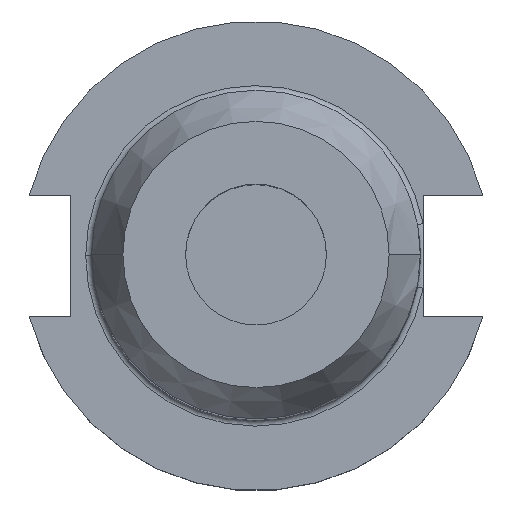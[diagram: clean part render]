
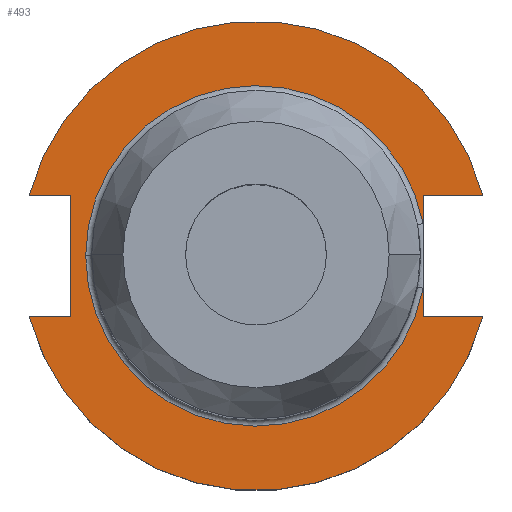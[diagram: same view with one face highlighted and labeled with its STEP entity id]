
A CAD part, top view. The second image highlights one B-rep face of the part: STEP entity #493.
In plain terms, the highlighted planar face has unit normal (0, 0, 1).
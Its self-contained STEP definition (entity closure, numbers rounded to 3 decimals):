
#3 = VERTEX_POINT ( 'NONE', #1081 ) ;
#26 = CARTESIAN_POINT ( 'NONE',  ( 22.606, 22.225, 19.05 ) ) ;
#34 = DIRECTION ( 'NONE',  ( 1., 0., 0. ) ) ;
#35 = CIRCLE ( 'NONE', #437, 23.025 ) ;
#42 = CARTESIAN_POINT ( 'NONE',  ( 0., -8.191, 19.05 ) ) ;
#54 = ORIENTED_EDGE ( 'NONE', *, *, #806, .T. ) ;
#90 = EDGE_CURVE ( 'NONE', #1519, #480, #104, .T. ) ;
#104 = LINE ( 'NONE', #1462, #1061 ) ;
#106 = ORIENTED_EDGE ( 'NONE', *, *, #1019, .T. ) ;
#115 = CARTESIAN_POINT ( 'NONE',  ( 22.606, -8.191, 19.05 ) ) ;
#121 = DIRECTION ( 'NONE',  ( 0., 1., 0. ) ) ;
#141 = DIRECTION ( 'NONE',  ( 0., 0., -1. ) ) ;
#164 = CARTESIAN_POINT ( 'NONE',  ( 22.606, 22.225, 19.05 ) ) ;
#202 = DIRECTION ( 'NONE',  ( 0., 0., -1. ) ) ;
#211 = DIRECTION ( 'NONE',  ( -1., 0., 0. ) ) ;
#217 = VERTEX_POINT ( 'NONE', #1338 ) ;
#242 = CARTESIAN_POINT ( 'NONE',  ( 30.675, 8.191, 19.05 ) ) ;
#248 = DIRECTION ( 'NONE',  ( 1., 0., 0. ) ) ;
#252 = DIRECTION ( 'NONE',  ( 0., 1., 0. ) ) ;
#262 = ORIENTED_EDGE ( 'NONE', *, *, #605, .F. ) ;
#282 = CARTESIAN_POINT ( 'NONE',  ( 0., 0., 19.05 ) ) ;
#295 = CARTESIAN_POINT ( 'NONE',  ( -25.091, -8.191, 19.05 ) ) ;
#352 = ORIENTED_EDGE ( 'NONE', *, *, #1309, .T. ) ;
#382 = DIRECTION ( 'NONE',  ( -1., 0., 0. ) ) ;
#424 = CARTESIAN_POINT ( 'NONE',  ( 0., 22.225, 19.05 ) ) ;
#433 = CARTESIAN_POINT ( 'NONE',  ( 22.606, -4.373, 19.05 ) ) ;
#437 = AXIS2_PLACEMENT_3D ( 'NONE', #282, #202, #211 ) ;
#440 = EDGE_CURVE ( 'NONE', #483, #617, #35, .T. ) ;
#455 = VECTOR ( 'NONE', #248, 1000. ) ;
#463 = PLANE ( 'NONE',  #944 ) ;
#474 = ORIENTED_EDGE ( 'NONE', *, *, #1518, .F. ) ;
#479 = DIRECTION ( 'NONE',  ( 0., 0., -1. ) ) ;
#480 = VERTEX_POINT ( 'NONE', #295 ) ;
#483 = VERTEX_POINT ( 'NONE', #433 ) ;
#487 = LINE ( 'NONE', #26, #1070 ) ;
#489 = CARTESIAN_POINT ( 'NONE',  ( 0., 8.191, 19.05 ) ) ;
#493 = ADVANCED_FACE ( 'NONE', ( #1286 ), #463, .F. ) ;
#508 = VECTOR ( 'NONE', #516, 1000. ) ;
#516 = DIRECTION ( 'NONE',  ( -1., 0., 0. ) ) ;
#531 = ORIENTED_EDGE ( 'NONE', *, *, #440, .T. ) ;
#550 = DIRECTION ( 'NONE',  ( -1., 0., 0. ) ) ;
#605 = EDGE_CURVE ( 'NONE', #1137, #480, #1126, .T. ) ;
#615 = CIRCLE ( 'NONE', #914, 31.75 ) ;
#617 = VERTEX_POINT ( 'NONE', #935 ) ;
#677 = AXIS2_PLACEMENT_3D ( 'NONE', #1377, #141, #382 ) ;
#795 = CIRCLE ( 'NONE', #677, 23.025 ) ;
#806 = EDGE_CURVE ( 'NONE', #1536, #3, #615, .T. ) ;
#815 = EDGE_LOOP ( 'NONE', ( #352, #531, #1391, #106, #474, #54, #1559, #831, #262, #1195, #1308 ) ) ;
#823 = CARTESIAN_POINT ( 'NONE',  ( 0., 0., 19.05 ) ) ;
#831 = ORIENTED_EDGE ( 'NONE', *, *, #90, .T. ) ;
#846 = DIRECTION ( 'NONE',  ( 0., 0., 1. ) ) ;
#852 = DIRECTION ( 'NONE',  ( 1., 0., 0. ) ) ;
#854 = VECTOR ( 'NONE', #252, 1000. ) ;
#865 = EDGE_CURVE ( 'NONE', #1137, #217, #1191, .T. ) ;
#873 = CARTESIAN_POINT ( 'NONE',  ( -30.675, -8.191, 19.05 ) ) ;
#914 = AXIS2_PLACEMENT_3D ( 'NONE', #823, #846, #852 ) ;
#935 = CARTESIAN_POINT ( 'NONE',  ( -23.025, 0., 19.05 ) ) ;
#944 = AXIS2_PLACEMENT_3D ( 'NONE', #424, #479, #550 ) ;
#985 = VERTEX_POINT ( 'NONE', #1204 ) ;
#1003 = CARTESIAN_POINT ( 'NONE',  ( 22.606, 8.191, 19.05 ) ) ;
#1007 = VERTEX_POINT ( 'NONE', #115 ) ;
#1008 = EDGE_CURVE ( 'NONE', #1007, #217, #1478, .T. ) ;
#1019 = EDGE_CURVE ( 'NONE', #985, #1187, #1220, .T. ) ;
#1061 = VECTOR ( 'NONE', #1528, 1000. ) ;
#1070 = VECTOR ( 'NONE', #121, 1000. ) ;
#1081 = CARTESIAN_POINT ( 'NONE',  ( -30.675, 8.191, 19.05 ) ) ;
#1085 = DIRECTION ( 'NONE',  ( 1., 0., 0. ) ) ;
#1126 = LINE ( 'NONE', #1193, #1168 ) ;
#1133 = VECTOR ( 'NONE', #34, 1000. ) ;
#1135 = CARTESIAN_POINT ( 'NONE',  ( -61.091, 8.191, 19.05 ) ) ;
#1137 = VERTEX_POINT ( 'NONE', #873 ) ;
#1168 = VECTOR ( 'NONE', #1085, 1000. ) ;
#1174 = LINE ( 'NONE', #489, #508 ) ;
#1187 = VERTEX_POINT ( 'NONE', #1003 ) ;
#1191 = CIRCLE ( 'NONE', #1477, 31.75 ) ;
#1193 = CARTESIAN_POINT ( 'NONE',  ( -61.091, -8.191, 19.05 ) ) ;
#1195 = ORIENTED_EDGE ( 'NONE', *, *, #865, .T. ) ;
#1204 = CARTESIAN_POINT ( 'NONE',  ( 22.606, 4.373, 19.05 ) ) ;
#1220 = LINE ( 'NONE', #164, #854 ) ;
#1286 = FACE_OUTER_BOUND ( 'NONE', #815, .T. ) ;
#1296 = EDGE_CURVE ( 'NONE', #3, #1519, #1521, .T. ) ;
#1298 = EDGE_CURVE ( 'NONE', #617, #985, #795, .T. ) ;
#1308 = ORIENTED_EDGE ( 'NONE', *, *, #1008, .F. ) ;
#1309 = EDGE_CURVE ( 'NONE', #1007, #483, #487, .T. ) ;
#1311 = CARTESIAN_POINT ( 'NONE',  ( 0., 0., 19.05 ) ) ;
#1324 = DIRECTION ( 'NONE',  ( 0., 0., 1. ) ) ;
#1332 = DIRECTION ( 'NONE',  ( 1., 0., 0. ) ) ;
#1338 = CARTESIAN_POINT ( 'NONE',  ( 30.675, -8.191, 19.05 ) ) ;
#1377 = CARTESIAN_POINT ( 'NONE',  ( 0., 0., 19.05 ) ) ;
#1391 = ORIENTED_EDGE ( 'NONE', *, *, #1298, .T. ) ;
#1462 = CARTESIAN_POINT ( 'NONE',  ( -25.091, 8.191, 19.05 ) ) ;
#1477 = AXIS2_PLACEMENT_3D ( 'NONE', #1311, #1324, #1332 ) ;
#1478 = LINE ( 'NONE', #42, #1133 ) ;
#1518 = EDGE_CURVE ( 'NONE', #1536, #1187, #1174, .T. ) ;
#1519 = VERTEX_POINT ( 'NONE', #1587 ) ;
#1521 = LINE ( 'NONE', #1135, #455 ) ;
#1528 = DIRECTION ( 'NONE',  ( 0., -1., 0. ) ) ;
#1536 = VERTEX_POINT ( 'NONE', #242 ) ;
#1559 = ORIENTED_EDGE ( 'NONE', *, *, #1296, .T. ) ;
#1587 = CARTESIAN_POINT ( 'NONE',  ( -25.091, 8.191, 19.05 ) ) ;
